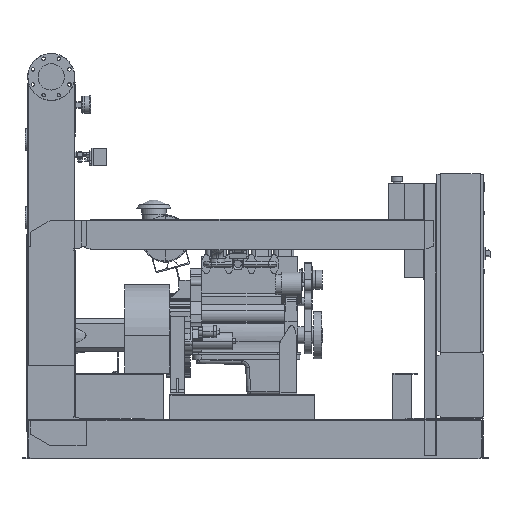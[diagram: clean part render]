
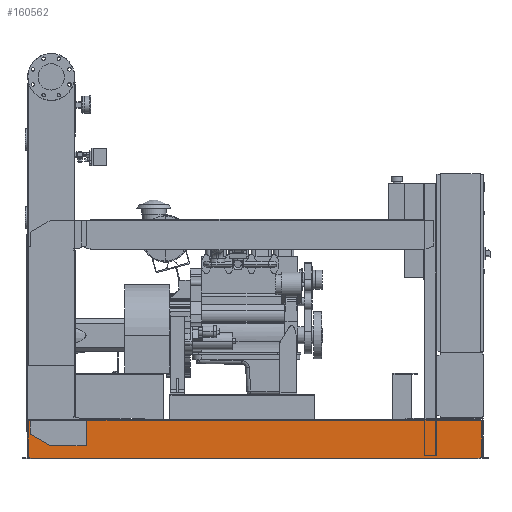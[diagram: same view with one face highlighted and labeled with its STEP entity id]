
A CAD part, front view. The second image highlights one B-rep face of the part: STEP entity #160562.
In plain terms, the highlighted free-form (B-spline) face has degree [1, 1] with [2, 2] control points.
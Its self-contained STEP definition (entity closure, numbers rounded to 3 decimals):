
#155503=CARTESIAN_POINT('',(-113.0,-738.5,202.));
#155504=VERTEX_POINT('',#155503);
#155511=CARTESIAN_POINT('',(-113.0,-738.5,208.));
#155512=VERTEX_POINT('',#155511);
#155513=CARTESIAN_POINT('',(-113.0,-738.5,202.));
#155514=DIRECTION('',(0.0,0.0,1.0));
#155515=VECTOR('',#155514,6.);
#155516=LINE('',#155513,#155515);
#155517=EDGE_CURVE('',#155504,#155512,#155516,.T.);
#158836=CARTESIAN_POINT('',(2281.0,-738.5,208.));
#158837=VERTEX_POINT('',#158836);
#158838=CARTESIAN_POINT('',(-113.0,-738.5,208.));
#158839=DIRECTION('',(1.0,0.0,0.0));
#158840=VECTOR('',#158839,2394.0);
#158841=LINE('',#158838,#158840);
#158842=EDGE_CURVE('',#155512,#158837,#158841,.T.);
#160139=CARTESIAN_POINT('',(2289.0,-738.5,202.));
#160140=VERTEX_POINT('',#160139);
#160147=CARTESIAN_POINT('',(2289.0,-738.5,112.689));
#160148=VERTEX_POINT('',#160147);
#160149=CARTESIAN_POINT('',(2289.0,-738.5,112.689));
#160150=DIRECTION('',(0.0,0.0,1.0));
#160151=VECTOR('',#160150,89.311);
#160152=LINE('',#160149,#160151);
#160153=EDGE_CURVE('',#160148,#160140,#160152,.T.);
#160476=CARTESIAN_POINT('',(-121.0,-738.5,3.));
#160477=CARTESIAN_POINT('',(-121.0,-738.5,208.));
#160478=CARTESIAN_POINT('',(2289.0,-738.5,3.));
#160479=CARTESIAN_POINT('',(2289.0,-738.5,208.));
#160480=B_SPLINE_SURFACE_WITH_KNOTS('',1,1,((#160476,#160478),(#160477,#160479)),.UNSPECIFIED.,.F.,.F.,.U.,(2,2),(2,2),(0.0,205.),(0.0,2410.0),.UNSPECIFIED.);
#160481=CARTESIAN_POINT('',(2289.0,-738.5,6.));
#160482=VERTEX_POINT('',#160481);
#160483=CARTESIAN_POINT('',(2289.0,-738.5,6.));
#160484=DIRECTION('',(0.0,0.0,1.0));
#160485=VECTOR('',#160484,106.689);
#160486=LINE('',#160483,#160485);
#160487=EDGE_CURVE('',#160482,#160148,#160486,.T.);
#160488=ORIENTED_EDGE('',*,*,#160487,.T.);
#160489=ORIENTED_EDGE('',*,*,#160153,.T.);
#160490=CARTESIAN_POINT('',(2281.0,-738.5,202.));
#160491=VERTEX_POINT('',#160490);
#160492=CARTESIAN_POINT('',(2289.0,-738.5,202.));
#160493=DIRECTION('',(-1.0,0.0,0.0));
#160494=VECTOR('',#160493,8.0);
#160495=LINE('',#160492,#160494);
#160496=EDGE_CURVE('',#160140,#160491,#160495,.T.);
#160497=ORIENTED_EDGE('',*,*,#160496,.T.);
#160498=CARTESIAN_POINT('',(2281.0,-738.5,208.));
#160499=DIRECTION('',(0.0,0.0,-1.0));
#160500=VECTOR('',#160499,6.);
#160501=LINE('',#160498,#160500);
#160502=EDGE_CURVE('',#158837,#160491,#160501,.T.);
#160503=ORIENTED_EDGE('',*,*,#160502,.F.);
#160504=ORIENTED_EDGE('',*,*,#158842,.F.);
#160505=ORIENTED_EDGE('',*,*,#155517,.F.);
#160506=CARTESIAN_POINT('',(-121.0,-738.5,202.));
#160507=VERTEX_POINT('',#160506);
#160508=CARTESIAN_POINT('',(-113.0,-738.5,202.));
#160509=DIRECTION('',(-1.0,0.0,0.0));
#160510=VECTOR('',#160509,8.0);
#160511=LINE('',#160508,#160510);
#160512=EDGE_CURVE('',#155504,#160507,#160511,.T.);
#160513=ORIENTED_EDGE('',*,*,#160512,.T.);
#160514=CARTESIAN_POINT('',(-121.0,-738.5,6.));
#160515=VERTEX_POINT('',#160514);
#160516=CARTESIAN_POINT('',(-121.0,-738.5,202.));
#160517=DIRECTION('',(0.0,0.0,-1.0));
#160518=VECTOR('',#160517,196.);
#160519=LINE('',#160516,#160518);
#160520=EDGE_CURVE('',#160507,#160515,#160519,.T.);
#160521=ORIENTED_EDGE('',*,*,#160520,.T.);
#160522=CARTESIAN_POINT('',(-113.0,-738.5,6.));
#160523=VERTEX_POINT('',#160522);
#160524=CARTESIAN_POINT('',(-121.0,-738.5,6.));
#160525=DIRECTION('',(1.0,0.0,0.0));
#160526=VECTOR('',#160525,8.0);
#160527=LINE('',#160524,#160526);
#160528=EDGE_CURVE('',#160515,#160523,#160527,.T.);
#160529=ORIENTED_EDGE('',*,*,#160528,.T.);
#160530=CARTESIAN_POINT('',(-113.0,-738.5,3.));
#160531=VERTEX_POINT('',#160530);
#160532=CARTESIAN_POINT('',(-113.0,-738.5,3.));
#160533=DIRECTION('',(0.0,0.0,1.0));
#160534=VECTOR('',#160533,3.);
#160535=LINE('',#160532,#160534);
#160536=EDGE_CURVE('',#160531,#160523,#160535,.T.);
#160537=ORIENTED_EDGE('',*,*,#160536,.F.);
#160538=CARTESIAN_POINT('',(2281.0,-738.5,3.));
#160539=VERTEX_POINT('',#160538);
#160540=CARTESIAN_POINT('',(2281.0,-738.5,3.));
#160541=DIRECTION('',(-1.0,0.0,0.0));
#160542=VECTOR('',#160541,2394.0);
#160543=LINE('',#160540,#160542);
#160544=EDGE_CURVE('',#160539,#160531,#160543,.T.);
#160545=ORIENTED_EDGE('',*,*,#160544,.F.);
#160546=CARTESIAN_POINT('',(2281.0,-738.5,6.));
#160547=VERTEX_POINT('',#160546);
#160548=CARTESIAN_POINT('',(2281.0,-738.5,6.));
#160549=DIRECTION('',(0.0,0.0,-1.0));
#160550=VECTOR('',#160549,3.);
#160551=LINE('',#160548,#160550);
#160552=EDGE_CURVE('',#160547,#160539,#160551,.T.);
#160553=ORIENTED_EDGE('',*,*,#160552,.F.);
#160554=CARTESIAN_POINT('',(2281.0,-738.5,6.));
#160555=DIRECTION('',(1.0,0.0,0.0));
#160556=VECTOR('',#160555,8.0);
#160557=LINE('',#160554,#160556);
#160558=EDGE_CURVE('',#160547,#160482,#160557,.T.);
#160559=ORIENTED_EDGE('',*,*,#160558,.T.);
#160560=EDGE_LOOP('',(#160488,#160489,#160497,#160503,#160504,#160505,#160513,#160521,#160529,#160537,#160545,#160553,#160559));
#160561=FACE_OUTER_BOUND('',#160560,.T.);
#160562=ADVANCED_FACE('',(#160561),#160480,.F.);
